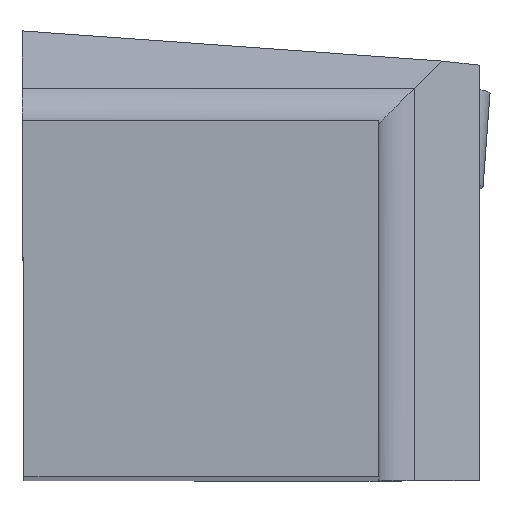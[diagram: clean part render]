
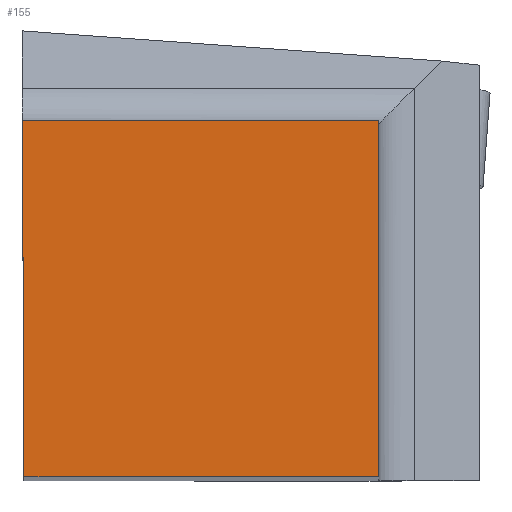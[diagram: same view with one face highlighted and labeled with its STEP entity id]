
A CAD part, top view. The second image highlights one B-rep face of the part: STEP entity #155.
In plain terms, the highlighted planar face has unit normal (0, 0, 1).
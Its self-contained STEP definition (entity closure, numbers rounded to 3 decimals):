
#124=FACE_OUTER_BOUND('',#339,.T.);
#155=ADVANCED_FACE('SHANK_FACE_BACK',(#124),#182,.F.);
#182=PLANE('',#769);
#215=LINE('',#1124,#273);
#235=LINE('',#1172,#293);
#238=LINE('',#1180,#296);
#239=LINE('',#1182,#297);
#273=VECTOR('',#873,1.);
#293=VECTOR('',#915,1.);
#296=VECTOR('',#922,1.);
#297=VECTOR('',#923,1.);
#339=EDGE_LOOP('',(#458,#459,#460,#461));
#458=ORIENTED_EDGE('',*,*,#629,.F.);
#459=ORIENTED_EDGE('',*,*,#604,.T.);
#460=ORIENTED_EDGE('',*,*,#633,.T.);
#461=ORIENTED_EDGE('',*,*,#634,.F.);
#541=VERTEX_POINT('',#1123);
#542=VERTEX_POINT('',#1125);
#559=VERTEX_POINT('',#1173);
#562=VERTEX_POINT('',#1181);
#604=EDGE_CURVE('',#542,#541,#215,.T.);
#629=EDGE_CURVE('',#542,#559,#235,.T.);
#633=EDGE_CURVE('',#541,#562,#238,.T.);
#634=EDGE_CURVE('',#559,#562,#239,.T.);
#769=AXIS2_PLACEMENT_3D('',#1183,#924,#925);
#873=DIRECTION('',(1.,0.,0.));
#915=DIRECTION('',(-0.004,1.,0.));
#922=DIRECTION('',(0.,1.,0.));
#923=DIRECTION('',(1.,0.,0.));
#924=DIRECTION('',(0.,0.,-1.));
#925=DIRECTION('',(-0.997,0.074,0.));
#1123=CARTESIAN_POINT('',(11.875,0.,0.));
#1124=CARTESIAN_POINT('',(-6.094,0.,0.));
#1125=CARTESIAN_POINT('',(0.052,0.,0.));
#1172=CARTESIAN_POINT('',(0.498,-102.344,0.));
#1173=CARTESIAN_POINT('',(0.,11.875,0.));
#1180=CARTESIAN_POINT('',(11.875,-6.094,0.));
#1181=CARTESIAN_POINT('',(11.875,11.875,0.));
#1182=CARTESIAN_POINT('',(-6.094,11.875,0.));
#1183=CARTESIAN_POINT('',(0.,0.,0.));
